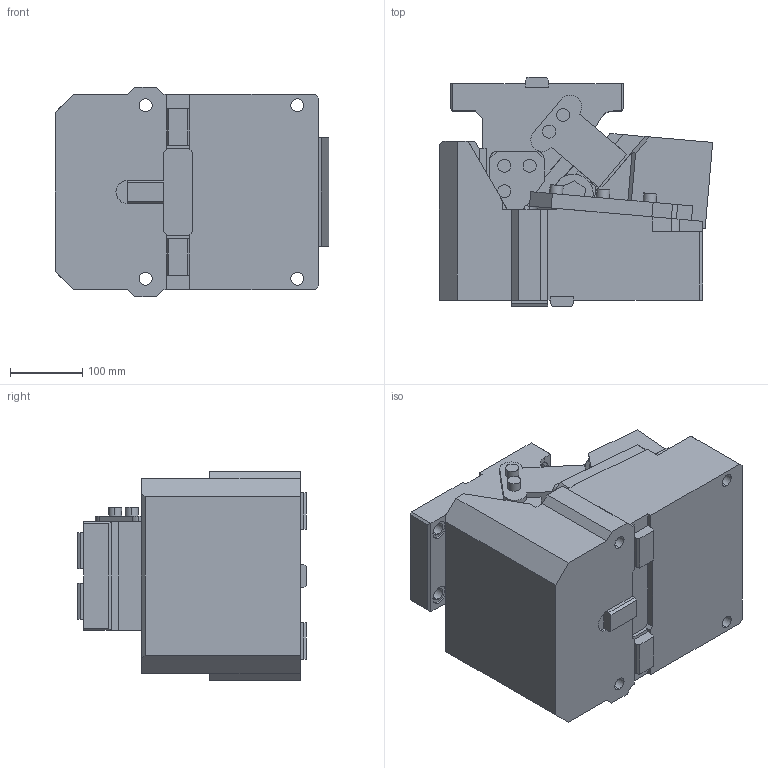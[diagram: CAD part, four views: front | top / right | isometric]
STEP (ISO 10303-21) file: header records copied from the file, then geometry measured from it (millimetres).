
FILE_DESCRIPTION(('CATIA V5 STEP Exchange'),'2;1');
FILE_NAME('CDCP_150_05_60.stp','2016-09-26T10:42:55+00:00',('none'),('none'),'CATIA Version 5 Release 20 GA (IN-10)','CATIA V5 STEP AP203','none');
FILE_SCHEMA(('CONFIG_CONTROL_DESIGN'));
Length unit declared in the file: millimetre
Products named in the file (1): CDCP-150-05-60
Bounding box: 378.47 x 317 x 290 mm (x, y, z)
Volume: 17878014.7 mm3; surface area: 1041759.8 mm2
Topology: 3 solids, 3 shells, 538 faces, 1434 edges, 930 vertices
Faces by surface type: plane 419, cylinder 119
Entity records: 17069 total; most frequent: CARTESIAN_POINT 3876, ORIENTED_EDGE 2868, DIRECTION 2382, EDGE_CURVE 1434, VECTOR 1177, LINE 1177, VERTEX_POINT 930, AXIS2_PLACEMENT_3D 693
